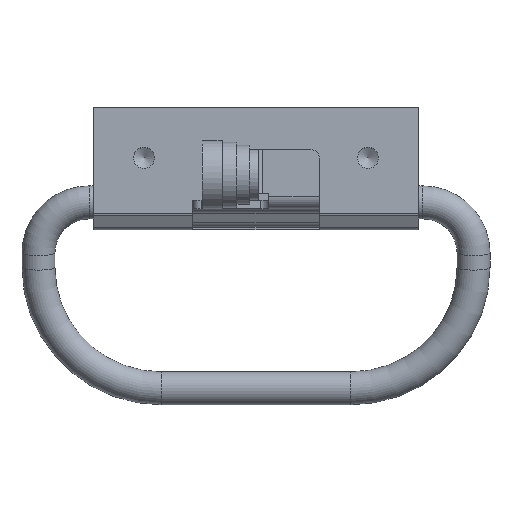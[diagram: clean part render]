
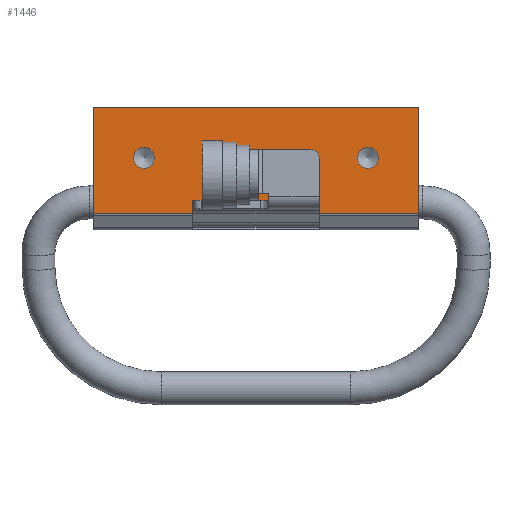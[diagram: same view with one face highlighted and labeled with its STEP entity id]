
A CAD part, top view. The second image highlights one B-rep face of the part: STEP entity #1446.
In plain terms, the highlighted planar face has unit normal (0, 0, 1).
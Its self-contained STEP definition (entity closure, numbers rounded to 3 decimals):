
#24=FACE_BOUND('',#175,.T.);
#25=FACE_BOUND('',#176,.T.);
#90=FACE_OUTER_BOUND('',#174,.T.);
#174=EDGE_LOOP('',(#1115,#1116,#1117,#1118,#1119,#1120,#1121,#1122));
#175=EDGE_LOOP('',(#1123));
#176=EDGE_LOOP('',(#1124));
#289=LINE('',#2327,#426);
#303=LINE('',#2361,#440);
#307=LINE('',#2377,#444);
#314=LINE('',#2391,#451);
#315=LINE('',#2394,#452);
#316=LINE('',#2395,#453);
#317=LINE('',#2397,#454);
#318=LINE('',#2398,#455);
#426=VECTOR('',#1841,10.);
#440=VECTOR('',#1875,10.);
#444=VECTOR('',#1889,10.);
#451=VECTOR('',#1904,10.);
#452=VECTOR('',#1907,10.);
#453=VECTOR('',#1908,10.);
#454=VECTOR('',#1909,10.);
#455=VECTOR('',#1910,10.);
#538=CIRCLE('',#1586,2.5);
#539=CIRCLE('',#1587,2.5);
#647=VERTEX_POINT('',#2324);
#648=VERTEX_POINT('',#2326);
#658=VERTEX_POINT('',#2359);
#664=VERTEX_POINT('',#2374);
#665=VERTEX_POINT('',#2376);
#668=VERTEX_POINT('',#2389);
#669=VERTEX_POINT('',#2393);
#670=VERTEX_POINT('',#2396);
#671=VERTEX_POINT('',#2399);
#672=VERTEX_POINT('',#2401);
#808=EDGE_CURVE('',#648,#647,#289,.T.);
#827=EDGE_CURVE('',#658,#647,#303,.T.);
#834=EDGE_CURVE('',#665,#664,#307,.T.);
#843=EDGE_CURVE('',#668,#664,#314,.T.);
#844=EDGE_CURVE('',#658,#669,#315,.T.);
#845=EDGE_CURVE('',#665,#669,#316,.T.);
#846=EDGE_CURVE('',#668,#670,#317,.T.);
#847=EDGE_CURVE('',#670,#648,#318,.T.);
#848=EDGE_CURVE('',#671,#671,#538,.T.);
#849=EDGE_CURVE('',#672,#672,#539,.T.);
#1115=ORIENTED_EDGE('',*,*,#827,.F.);
#1116=ORIENTED_EDGE('',*,*,#844,.T.);
#1117=ORIENTED_EDGE('',*,*,#845,.F.);
#1118=ORIENTED_EDGE('',*,*,#834,.T.);
#1119=ORIENTED_EDGE('',*,*,#843,.F.);
#1120=ORIENTED_EDGE('',*,*,#846,.T.);
#1121=ORIENTED_EDGE('',*,*,#847,.T.);
#1122=ORIENTED_EDGE('',*,*,#808,.T.);
#1123=ORIENTED_EDGE('',*,*,#848,.T.);
#1124=ORIENTED_EDGE('',*,*,#849,.T.);
#1386=PLANE('',#1585);
#1446=ADVANCED_FACE('',(#90,#24,#25),#1386,.T.);
#1585=AXIS2_PLACEMENT_3D('',#2392,#1905,#1906);
#1586=AXIS2_PLACEMENT_3D('',#2400,#1911,#1912);
#1587=AXIS2_PLACEMENT_3D('',#2402,#1913,#1914);
#1841=DIRECTION('',(0.,-1.,0.));
#1875=DIRECTION('',(-1.,0.,0.));
#1889=DIRECTION('',(0.,-1.,0.));
#1904=DIRECTION('',(-1.,0.,0.));
#1905=DIRECTION('center_axis',(0.,0.,1.));
#1906=DIRECTION('ref_axis',(1.,0.,0.));
#1907=DIRECTION('',(0.,1.,0.));
#1908=DIRECTION('',(1.,0.,0.));
#1909=DIRECTION('',(0.,1.,0.));
#1910=DIRECTION('',(1.,0.,0.));
#1911=DIRECTION('center_axis',(0.,0.,-1.));
#1912=DIRECTION('ref_axis',(0.,-1.,0.));
#1913=DIRECTION('center_axis',(0.,0.,-1.));
#1914=DIRECTION('ref_axis',(0.,-1.,0.));
#2324=CARTESIAN_POINT('',(15.,-10.732,16.5));
#2326=CARTESIAN_POINT('',(15.,-7.58,16.5));
#2327=CARTESIAN_POINT('',(15.,-14.5,16.5));
#2359=CARTESIAN_POINT('',(38.5,-10.732,16.5));
#2361=CARTESIAN_POINT('',(19.25,-10.732,16.5));
#2374=CARTESIAN_POINT('',(-38.5,-10.732,16.5));
#2376=CARTESIAN_POINT('',(-38.5,14.5,16.5));
#2377=CARTESIAN_POINT('',(-38.5,14.5,16.5));
#2389=CARTESIAN_POINT('',(-15.,-10.732,16.5));
#2391=CARTESIAN_POINT('',(-19.25,-10.732,16.5));
#2392=CARTESIAN_POINT('Origin',(0.,-14.5,16.5));
#2393=CARTESIAN_POINT('',(38.5,14.5,16.5));
#2394=CARTESIAN_POINT('',(38.5,14.5,16.5));
#2395=CARTESIAN_POINT('',(0.,14.5,16.5));
#2396=CARTESIAN_POINT('',(-15.,-7.58,16.5));
#2397=CARTESIAN_POINT('',(-15.,-14.5,16.5));
#2398=CARTESIAN_POINT('',(-15.,-7.58,16.5));
#2399=CARTESIAN_POINT('',(-26.5,5.,16.5));
#2400=CARTESIAN_POINT('Origin',(-26.5,2.5,16.5));
#2401=CARTESIAN_POINT('',(26.5,5.,16.5));
#2402=CARTESIAN_POINT('Origin',(26.5,2.5,16.5));
